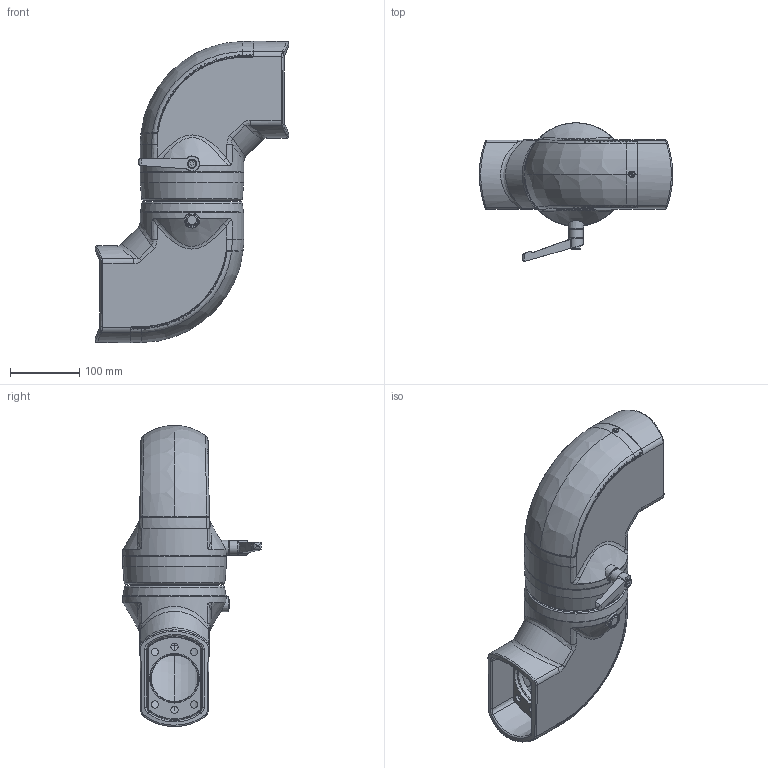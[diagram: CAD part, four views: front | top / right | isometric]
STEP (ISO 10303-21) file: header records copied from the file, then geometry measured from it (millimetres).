
FILE_DESCRIPTION (( 'STEP AP214' ), '1' );
FILE_NAME ('496267000.STEP', '2023-08-31T08:05:05', ( '' ), ( '' ), 'SwSTEP 2.0', 'SolidWorks 2020', '' );
FILE_SCHEMA (( 'AUTOMOTIVE_DESIGN' ));
Length unit declared in the file: millimetre
Products named in the file (25): 12084_49M-00000120840-01 (Lackfrei); 41886; 56795; 93335; 56796; 84178; 83048; 84183; 98076; 92768; 82452; 40000041623; 86018; 40000039341; 84177; 41887; 82444; 83047; 496267000; 84179; 93175; 93264; 82445; 82443; 12084_49M-00000120840-02
Assembly tree (49 placements, depth 3):
  92768
  496267000
    56795
      12084_49M-00000120840-01 (Lackfrei)
    56796
      12084_49M-00000120840-02
    41887
    84179
    41886
    84178
    93175  x2
    82444
    82443  x2
    86018
    98076  x2
    82452  x2
    93335  x2
    84177
    82445
    40000041623  x8
    83047  x8
    84183
    40000039341  x2
    83048  x4
    93264  x4
Bounding box: 279.97 x 200.69 x 436.22 mm (x, y, z)
Volume: 2834227.6 mm3; surface area: 793471.7 mm2
Topology: 47 solids, 47 shells, 3484 faces, 8436 edges, 5075 vertices
Faces by surface type: bspline 1463, plane 853, cylinder 629, sphere 224, torus 174, cone 141
Full cylindrical faces by diameter (mm): 3.3 x2, 4 x2, 4.2 x2, 5 x16, 6 x4, 6.5 x14, 6.8 x8, 7.5 x2, 8 x15, 8.5 x6, 9 x12, 10 x5, 10.5 x12, 13 x9, 15 x4, 16 x1, 18 x1, 20.998 x1, 70 x1, 71 x1, 72 x2, 82 x1, 85.2 x1, 88 x3, 94 x2, 103 x2, 104 x2, 105 x1, 107 x1, 108 x1
Entity records: 141088 total; most frequent: CARTESIAN_POINT 90657, ORIENTED_EDGE 11046, DIRECTION 7299, EDGE_CURVE 5523, VERTEX_POINT 3432, AXIS2_PLACEMENT_3D 3041, EDGE_LOOP 2775, FACE_OUTER_BOUND 2513
